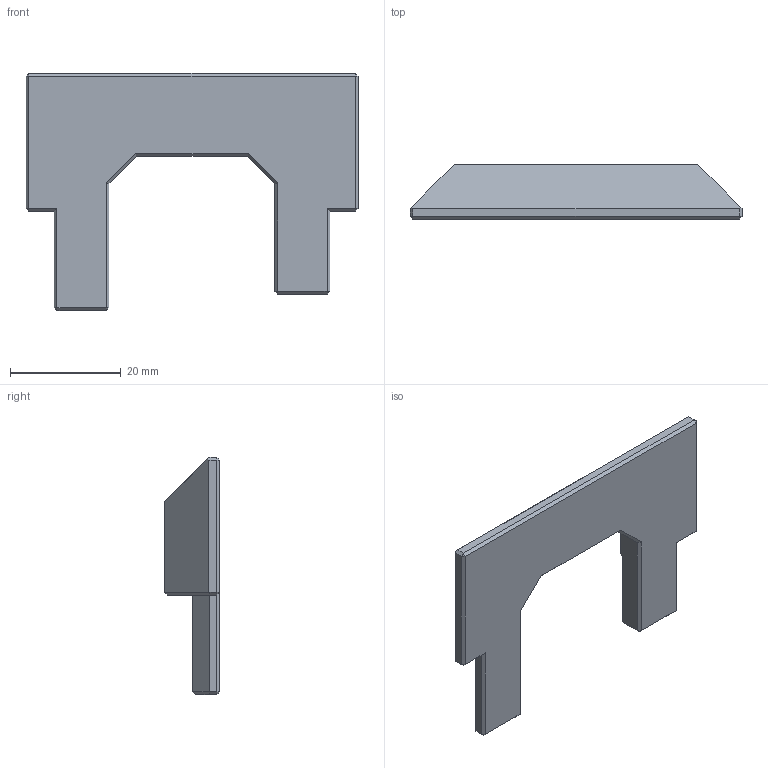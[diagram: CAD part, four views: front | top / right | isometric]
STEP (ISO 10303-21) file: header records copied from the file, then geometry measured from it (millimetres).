
FILE_DESCRIPTION(/* description */ (''),/* implementation_level */ '2;1');
FILE_NAME(/* name */ 'Ender 3 V2 Fan Shroud Cap.step',/* time_stamp */ '2026-01-06T10:28:58-05:00',/* author */ (''),/* organization */ (''),/* preprocessor_version */ 'ST-DEVELOPER v20.1',/* originating_system */ 'Autodesk Translation Framework v14.21.0.0',/* authorisation */ '');
FILE_SCHEMA (('AUTOMOTIVE_DESIGN { 1 0 10303 214 3 1 1 }'));
Length unit declared in the file: millimetre
Products named in the file (1): Fan Shroud V4_Fan Shroud Cap
Bounding box: 60 x 9.9 x 42.9 mm (x, y, z)
Volume: 9687.6 mm3; surface area: 4299.8 mm2
Topology: 1 solids, 1 shells, 72 faces, 160 edges, 90 vertices
Faces by surface type: plane 72
Entity records: 1924 total; most frequent: CARTESIAN_POINT 323, ORIENTED_EDGE 320, DIRECTION 306, LINE 160, VECTOR 160, EDGE_CURVE 160, VERTEX_POINT 90, AXIS2_PLACEMENT_3D 73
